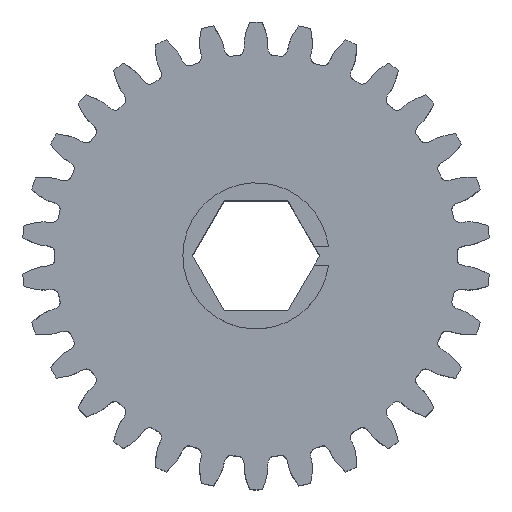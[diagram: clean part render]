
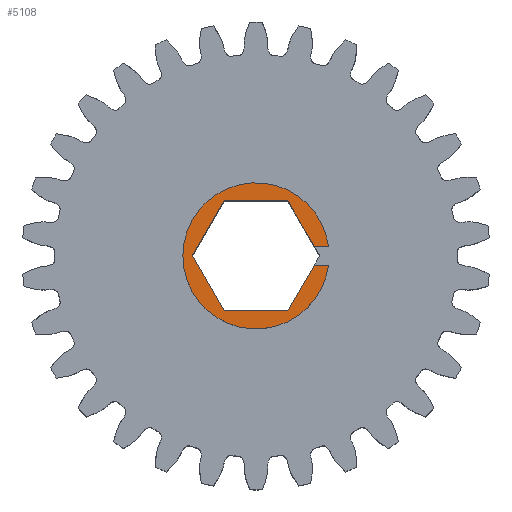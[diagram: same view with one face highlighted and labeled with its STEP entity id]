
A CAD part, top view. The second image highlights one B-rep face of the part: STEP entity #5108.
In plain terms, the highlighted planar face has unit normal (0, 0, 1).
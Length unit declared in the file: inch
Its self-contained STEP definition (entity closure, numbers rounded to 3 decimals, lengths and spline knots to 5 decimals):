
#109 = VECTOR ( 'NONE', #12364, 39.37008 ) ;
#316 = LINE ( 'NONE', #2674, #14288 ) ;
#329 = EDGE_CURVE ( 'NONE', #9861, #2892, #8290, .T. ) ;
#467 = LINE ( 'NONE', #1505, #11127 ) ;
#511 = LINE ( 'NONE', #7150, #7326 ) ;
#867 = FACE_OUTER_BOUND ( 'NONE', #13289, .T. ) ;
#959 = AXIS2_PLACEMENT_3D ( 'NONE', #7820, #11048, #11114 ) ;
#1177 = ORIENTED_EDGE ( 'NONE', *, *, #6816, .F. ) ;
#1226 = EDGE_CURVE ( 'NONE', #1416, #4026, #2818, .T. ) ;
#1416 = VERTEX_POINT ( 'NONE', #14001 ) ;
#1504 = EDGE_CURVE ( 'NONE', #10066, #13048, #13332, .T. ) ;
#1505 = CARTESIAN_POINT ( 'NONE',  ( 0.21766, 0., 0.249 ) ) ;
#1584 = AXIS2_PLACEMENT_3D ( 'NONE', #11644, #9530, #11871 ) ;
#1649 = CARTESIAN_POINT ( 'NONE',  ( -0.21766, 0., 0.249 ) ) ;
#1822 = ORIENTED_EDGE ( 'NONE', *, *, #2947, .F. ) ;
#2015 = CARTESIAN_POINT ( 'NONE',  ( -0.21766, 0., 0.249 ) ) ;
#2106 = CARTESIAN_POINT ( 'NONE',  ( 0.10883, 0.1885, 0.249 ) ) ;
#2587 = EDGE_CURVE ( 'NONE', #3047, #5529, #316, .T. ) ;
#2674 = CARTESIAN_POINT ( 'NONE',  ( 0.10883, 0.1885, 0.249 ) ) ;
#2747 = CARTESIAN_POINT ( 'NONE',  ( 0.10883, -0.1885, 0.249 ) ) ;
#2762 = EDGE_CURVE ( 'NONE', #4026, #3047, #467, .T. ) ;
#2818 = LINE ( 'NONE', #7320, #5115 ) ;
#2891 = DIRECTION ( 'NONE',  ( -1., 0., 0. ) ) ;
#2892 = VERTEX_POINT ( 'NONE', #13859 ) ;
#2947 = EDGE_CURVE ( 'NONE', #13219, #9861, #14009, .T. ) ;
#2952 = VECTOR ( 'NONE', #3782, 39.37008 ) ;
#3047 = VERTEX_POINT ( 'NONE', #2106 ) ;
#3115 = ORIENTED_EDGE ( 'NONE', *, *, #12036, .T. ) ;
#3640 = DIRECTION ( 'NONE',  ( -0.5, 0.866, 0. ) ) ;
#3782 = DIRECTION ( 'NONE',  ( 0.5, 0.866, 0. ) ) ;
#4026 = VERTEX_POINT ( 'NONE', #5135 ) ;
#4257 = PLANE ( 'NONE',  #5037 ) ;
#4884 = DIRECTION ( 'NONE',  ( 1., 0., 0. ) ) ;
#4940 = CARTESIAN_POINT ( 'NONE',  ( 0., 0., 0.249 ) ) ;
#5037 = AXIS2_PLACEMENT_3D ( 'NONE', #4940, #12813, #11859 ) ;
#5108 = ADVANCED_FACE ( 'NONE', ( #867 ), #4257, .T. ) ;
#5115 = VECTOR ( 'NONE', #2891, 39.37008 ) ;
#5135 = CARTESIAN_POINT ( 'NONE',  ( 0.19962, 0.03125, 0.249 ) ) ;
#5140 = VERTEX_POINT ( 'NONE', #6478 ) ;
#5529 = VERTEX_POINT ( 'NONE', #9840 ) ;
#5925 = EDGE_CURVE ( 'NONE', #5529, #13219, #7895, .T. ) ;
#6140 = LINE ( 'NONE', #2747, #2952 ) ;
#6478 = CARTESIAN_POINT ( 'NONE',  ( 0.19962, -0.03125, 0.249 ) ) ;
#6788 = ORIENTED_EDGE ( 'NONE', *, *, #12288, .F. ) ;
#6816 = EDGE_CURVE ( 'NONE', #2892, #5140, #6140, .T. ) ;
#7125 = ORIENTED_EDGE ( 'NONE', *, *, #1226, .F. ) ;
#7150 = CARTESIAN_POINT ( 'NONE',  ( 0.09467, -0.03125, 0.249 ) ) ;
#7254 = CARTESIAN_POINT ( 'NONE',  ( -0.10883, -0.1885, 0.249 ) ) ;
#7320 = CARTESIAN_POINT ( 'NONE',  ( 0.09467, 0.03125, 0.249 ) ) ;
#7326 = VECTOR ( 'NONE', #8333, 39.37008 ) ;
#7820 = CARTESIAN_POINT ( 'NONE',  ( 0., 0., 0.249 ) ) ;
#7895 = LINE ( 'NONE', #12225, #109 ) ;
#8290 = LINE ( 'NONE', #7254, #9096 ) ;
#8333 = DIRECTION ( 'NONE',  ( 1., 0., 0. ) ) ;
#9096 = VECTOR ( 'NONE', #4884, 39.37008 ) ;
#9336 = ORIENTED_EDGE ( 'NONE', *, *, #2762, .F. ) ;
#9459 = DIRECTION ( 'NONE',  ( -1., 0., 0. ) ) ;
#9530 = DIRECTION ( 'NONE',  ( 0., 0., 1. ) ) ;
#9840 = CARTESIAN_POINT ( 'NONE',  ( -0.10883, 0.1885, 0.249 ) ) ;
#9861 = VERTEX_POINT ( 'NONE', #14185 ) ;
#10066 = VERTEX_POINT ( 'NONE', #12762 ) ;
#10421 = DIRECTION ( 'NONE',  ( 0.5, -0.866, 0. ) ) ;
#11048 = DIRECTION ( 'NONE',  ( 0., 0., 1. ) ) ;
#11114 = DIRECTION ( 'NONE',  ( 1., 0., 0. ) ) ;
#11127 = VECTOR ( 'NONE', #3640, 39.37008 ) ;
#11534 = CIRCLE ( 'NONE', #959, 0.25 ) ;
#11603 = VECTOR ( 'NONE', #10421, 39.37008 ) ;
#11644 = CARTESIAN_POINT ( 'NONE',  ( 0., 0., 0.249 ) ) ;
#11797 = ORIENTED_EDGE ( 'NONE', *, *, #5925, .F. ) ;
#11859 = DIRECTION ( 'NONE',  ( 1., 0., 0. ) ) ;
#11871 = DIRECTION ( 'NONE',  ( 1., 0., 0. ) ) ;
#12036 = EDGE_CURVE ( 'NONE', #1416, #10066, #11534, .T. ) ;
#12225 = CARTESIAN_POINT ( 'NONE',  ( -0.10883, 0.1885, 0.249 ) ) ;
#12288 = EDGE_CURVE ( 'NONE', #5140, #13048, #511, .T. ) ;
#12364 = DIRECTION ( 'NONE',  ( -0.5, -0.866, 0. ) ) ;
#12762 = CARTESIAN_POINT ( 'NONE',  ( -0.25, 0., 0.249 ) ) ;
#12813 = DIRECTION ( 'NONE',  ( 0., 0., 1. ) ) ;
#13048 = VERTEX_POINT ( 'NONE', #13756 ) ;
#13219 = VERTEX_POINT ( 'NONE', #2015 ) ;
#13289 = EDGE_LOOP ( 'NONE', ( #7125, #3115, #13812, #6788, #1177, #14505, #1822, #11797, #13355, #9336 ) ) ;
#13332 = CIRCLE ( 'NONE', #1584, 0.25 ) ;
#13355 = ORIENTED_EDGE ( 'NONE', *, *, #2587, .F. ) ;
#13756 = CARTESIAN_POINT ( 'NONE',  ( 0.24804, -0.03125, 0.249 ) ) ;
#13812 = ORIENTED_EDGE ( 'NONE', *, *, #1504, .T. ) ;
#13859 = CARTESIAN_POINT ( 'NONE',  ( 0.10883, -0.1885, 0.249 ) ) ;
#14001 = CARTESIAN_POINT ( 'NONE',  ( 0.24804, 0.03125, 0.249 ) ) ;
#14009 = LINE ( 'NONE', #1649, #11603 ) ;
#14185 = CARTESIAN_POINT ( 'NONE',  ( -0.10883, -0.1885, 0.249 ) ) ;
#14288 = VECTOR ( 'NONE', #9459, 39.37008 ) ;
#14505 = ORIENTED_EDGE ( 'NONE', *, *, #329, .F. ) ;
